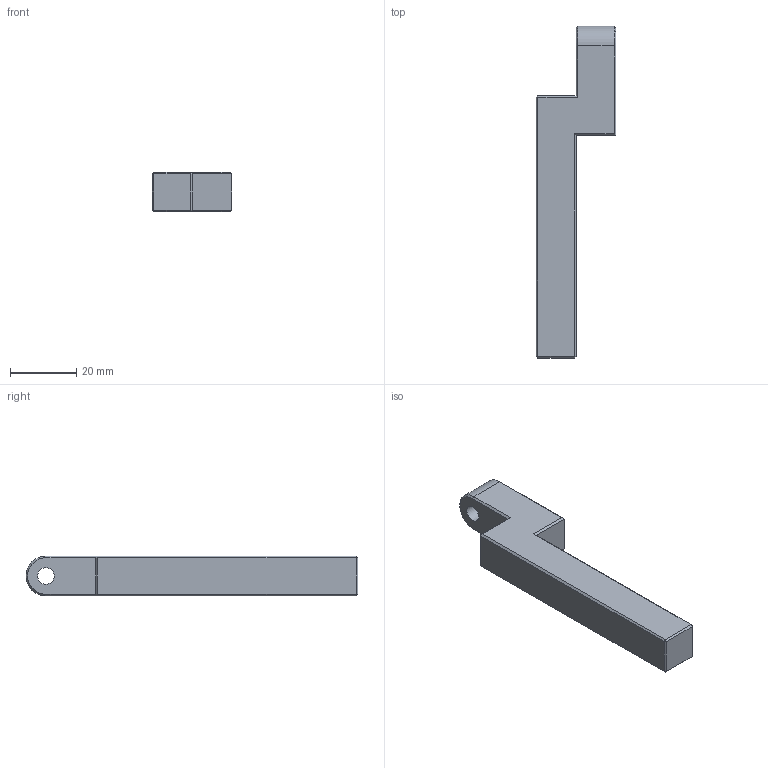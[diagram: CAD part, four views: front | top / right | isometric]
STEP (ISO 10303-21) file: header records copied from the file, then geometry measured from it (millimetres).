
FILE_DESCRIPTION(/* description */ (''),/* implementation_level */ '2;1');
FILE_NAME(/* name */ '3 - support outil en bout Ø5.stp',/* time_stamp */ '2015-05-29T13:55:59+02:00',/* author */ ('AIm'),/* organization */ (''),/* preprocessor_version */ 'ST-DEVELOPER v16.1',/* originating_system */ 'Autodesk Inventor 2016',/* authorisation */ '');
FILE_SCHEMA (('AUTOMOTIVE_DESIGN { 1 0 10303 214 3 1 1 }'));
Length unit declared in the file: millimetre
Products named in the file (1): 3 - support outil en bout Ø5
Bounding box: 24 x 100 x 12 mm (x, y, z)
Volume: 15642.3 mm3; surface area: 5567 mm2
Topology: 1 solids, 1 shells, 36 faces, 75 edges, 41 vertices
Faces by surface type: plane 32, cone 2, cylinder 2
Full cylindrical faces by diameter (mm): 5 x1
Entity records: 923 total; most frequent: DIRECTION 153, CARTESIAN_POINT 150, ORIENTED_EDGE 146, EDGE_CURVE 73, LINE 67, VECTOR 67, AXIS2_PLACEMENT_3D 43, VERTEX_POINT 40
